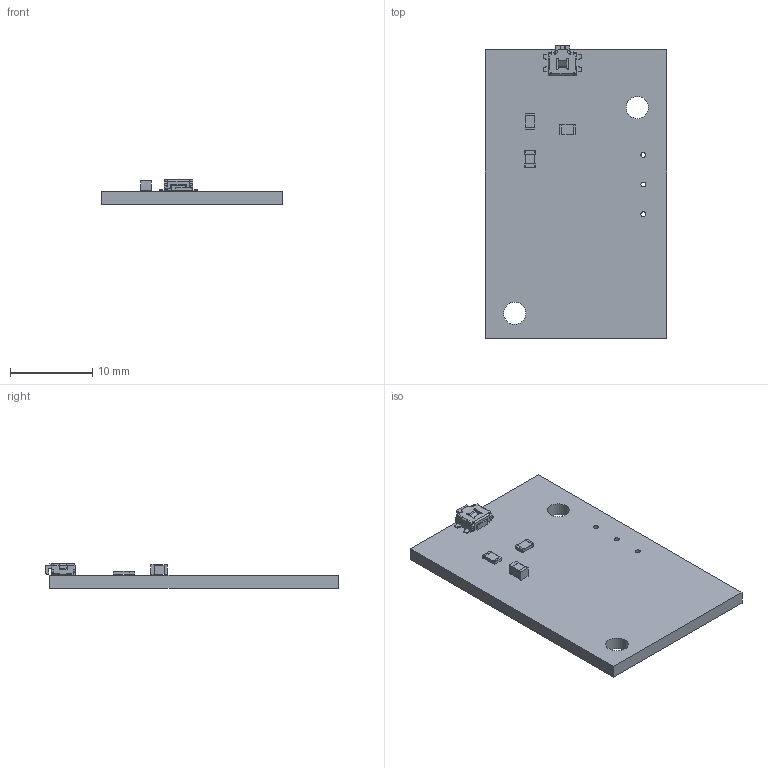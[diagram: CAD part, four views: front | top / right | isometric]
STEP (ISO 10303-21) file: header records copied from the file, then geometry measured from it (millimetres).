
FILE_DESCRIPTION(('KiCad electronic assembly'),'2;1');
FILE_NAME('shoulderButton.step','2022-05-15T18:56:53',('Pcbnew'),( 'Kicad'),'Open CASCADE STEP processor 7.5','KiCad to STEP converter' ,'Unknown');
FILE_SCHEMA(('AUTOMOTIVE_DESIGN { 1 0 10303 214 1 1 1 1 }'));
Length unit declared in the file: millimetre
Products named in the file (8): shoulderButton 1; EVQ-P7J01P; COMPOUND; C_0805_2012Metric; SOLID; R_0805_2012Metric; shoulderButton PCB
Assembly tree (8 placements, depth 3):
  shoulderButton 1
    EVQ-P7J01P
      COMPOUND
    C_0805_2012Metric
      SOLID
    R_0805_2012Metric  x2
      SOLID
    shoulderButton PCB
Bounding box: 22 x 35.49 x 3 mm (x, y, z)
Volume: 1230.1 mm3; surface area: 1842.8 mm2
Topology: 11 solids, 11 shells, 408 faces, 1094 edges, 711 vertices
Faces by surface type: bspline 397, plane 6, cylinder 5
Full cylindrical faces by diameter (mm): 0.6 x3, 2.7 x2
Entity records: 22992 total; most frequent: CARTESIAN_POINT 9112, B_SPLINE_CURVE_WITH_KNOTS 2677, ORIENTED_EDGE 2052, PCURVE 2052, DEFINITIONAL_REPRESENTATION 2052, EDGE_CURVE 1026, SURFACE_CURVE 1021, VERTEX_POINT 667
